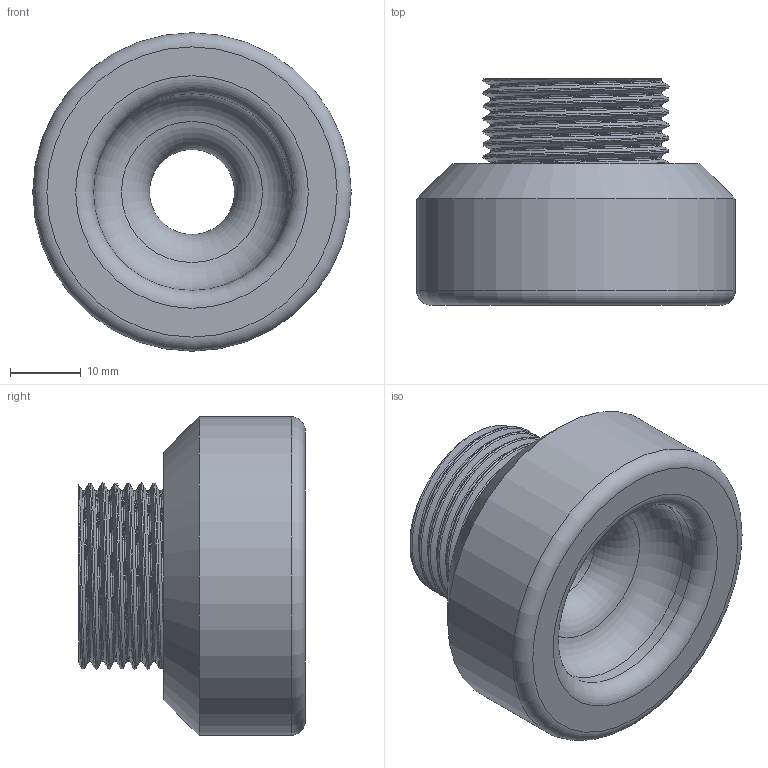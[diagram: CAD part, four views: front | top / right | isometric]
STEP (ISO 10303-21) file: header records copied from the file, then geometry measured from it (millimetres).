
FILE_DESCRIPTION(/* description */ (''),/* implementation_level */ '2;1');
FILE_NAME(/* name */ 'Siphon_splung_v2.step',/* time_stamp */ '2025-03-29T15:31:25+01:00',/* author */ (''),/* organization */ (''),/* preprocessor_version */ 'ST-DEVELOPER v20.1',/* originating_system */ 'Autodesk Translation Framework v14.4.0.0',/* authorisation */ '');
FILE_SCHEMA (('AUTOMOTIVE_DESIGN { 1 0 10303 214 3 1 1 }'));
Length unit declared in the file: millimetre
Products named in the file (1): Siphon_spülung
Bounding box: 45 x 32 x 45 mm (x, y, z)
Volume: 27891 mm3; surface area: 8065.8 mm2
Topology: 1 solids, 1 shells, 26 faces, 65 edges, 42 vertices
Faces by surface type: cylinder 11, bspline 6, torus 5, plane 3, cone 1
Full cylindrical faces by diameter (mm): 12 x1, 24.117 x6, 27.857 x1, 45 x1
Entity records: 4455 total; most frequent: CARTESIAN_POINT 3855, ORIENTED_EDGE 130, DIRECTION 97, EDGE_CURVE 65, AXIS2_PLACEMENT_3D 43, VERTEX_POINT 42, B_SPLINE_CURVE_WITH_KNOTS 32, EDGE_LOOP 29
